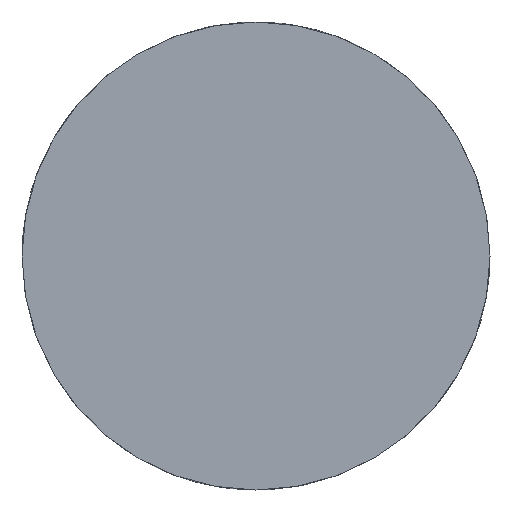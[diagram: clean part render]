
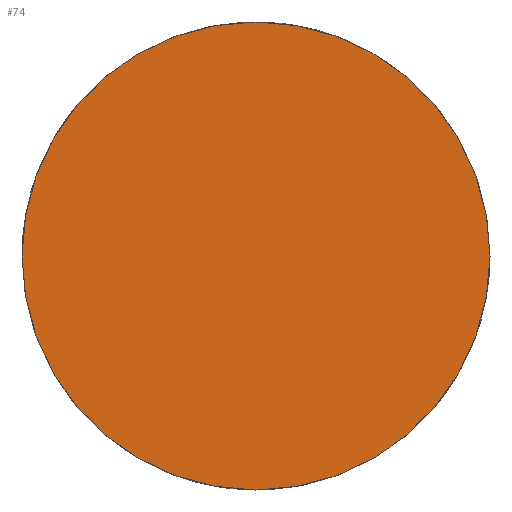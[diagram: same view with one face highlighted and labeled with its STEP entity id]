
A CAD part, left-side view. The second image highlights one B-rep face of the part: STEP entity #74.
In plain terms, the highlighted planar face has unit normal (-1, 0, 0).
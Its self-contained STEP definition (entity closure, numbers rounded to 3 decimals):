
#2 = ORIENTED_EDGE ( 'NONE', *, *, #13, .T. ) ;
#9 = CIRCLE ( 'NONE', #42, 6.35 ) ;
#13 = EDGE_CURVE ( 'NONE', #52, #131, #9, .T. ) ;
#14 = DIRECTION ( 'NONE',  ( -1., 0., 0. ) ) ;
#15 = CARTESIAN_POINT ( 'NONE',  ( 0., 0., 6.35 ) ) ;
#19 = DIRECTION ( 'NONE',  ( 0., -1., 0. ) ) ;
#23 = AXIS2_PLACEMENT_3D ( 'NONE', #84, #14, #19 ) ;
#31 = EDGE_CURVE ( 'NONE', #131, #52, #55, .T. ) ;
#34 = FACE_OUTER_BOUND ( 'NONE', #93, .T. ) ;
#42 = AXIS2_PLACEMENT_3D ( 'NONE', #15, #67, #109 ) ;
#46 = CARTESIAN_POINT ( 'NONE',  ( 0., -6.35, 6.35 ) ) ;
#49 = DIRECTION ( 'NONE',  ( 0., 1., 0. ) ) ;
#52 = VERTEX_POINT ( 'NONE', #46 ) ;
#55 = CIRCLE ( 'NONE', #23, 6.35 ) ;
#62 = AXIS2_PLACEMENT_3D ( 'NONE', #119, #121, #49 ) ;
#66 = ORIENTED_EDGE ( 'NONE', *, *, #31, .T. ) ;
#67 = DIRECTION ( 'NONE',  ( -1., 0., 0. ) ) ;
#74 = ADVANCED_FACE ( 'NONE', ( #34 ), #104, .F. ) ;
#84 = CARTESIAN_POINT ( 'NONE',  ( 0., 0., 6.35 ) ) ;
#93 = EDGE_LOOP ( 'NONE', ( #2, #66 ) ) ;
#100 = CARTESIAN_POINT ( 'NONE',  ( 0., 6.35, 6.35 ) ) ;
#104 = PLANE ( 'NONE',  #62 ) ;
#109 = DIRECTION ( 'NONE',  ( 0., -1., 0. ) ) ;
#119 = CARTESIAN_POINT ( 'NONE',  ( 0., 6.35, 12.7 ) ) ;
#121 = DIRECTION ( 'NONE',  ( 1., 0., 0. ) ) ;
#131 = VERTEX_POINT ( 'NONE', #100 ) ;
